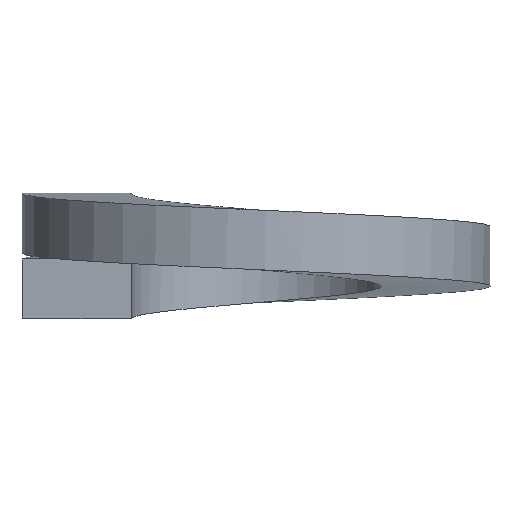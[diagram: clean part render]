
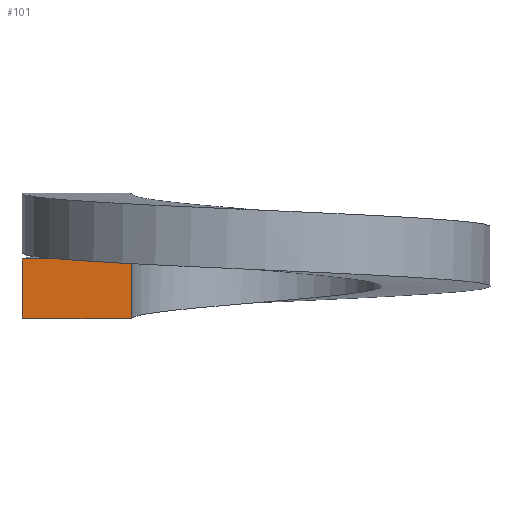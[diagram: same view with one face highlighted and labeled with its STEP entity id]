
A CAD part, left-side view. The second image highlights one B-rep face of the part: STEP entity #101.
In plain terms, the highlighted planar face has unit normal (-0.998, 0.063, 0).
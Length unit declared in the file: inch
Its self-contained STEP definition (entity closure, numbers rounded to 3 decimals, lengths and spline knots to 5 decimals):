
#15=PLANE('',#125);
#23=FACE_OUTER_BOUND('',#29,.T.);
#29=EDGE_LOOP('',(#87,#88,#89,#90));
#36=LINE('',#282,#44);
#38=LINE('',#349,#46);
#40=LINE('',#502,#48);
#42=LINE('',#567,#50);
#44=VECTOR('',#132,0.3937);
#46=VECTOR('',#134,0.3937);
#48=VECTOR('',#138,0.3937);
#50=VECTOR('',#140,0.3937);
#53=VERTEX_POINT('',#150);
#54=VERTEX_POINT('',#281);
#56=VERTEX_POINT('',#348);
#58=VERTEX_POINT('',#501);
#61=EDGE_CURVE('',#54,#53,#36,.T.);
#64=EDGE_CURVE('',#56,#54,#38,.T.);
#67=EDGE_CURVE('',#58,#56,#40,.T.);
#70=EDGE_CURVE('',#53,#58,#42,.T.);
#87=ORIENTED_EDGE('',*,*,#70,.T.);
#88=ORIENTED_EDGE('',*,*,#67,.T.);
#89=ORIENTED_EDGE('',*,*,#64,.T.);
#90=ORIENTED_EDGE('',*,*,#61,.T.);
#101=ADVANCED_FACE('',(#23),#15,.F.);
#125=AXIS2_PLACEMENT_3D('',#568,#141,#142);
#132=DIRECTION('',(0.,0.,1.));
#134=DIRECTION('',(-0.063,-0.998,0.));
#138=DIRECTION('',(0.,0.,-1.));
#140=DIRECTION('',(0.063,0.998,0.));
#141=DIRECTION('center_axis',(0.998,-0.063,0.));
#142=DIRECTION('ref_axis',(0.063,0.998,0.));
#150=CARTESIAN_POINT('',(0.00816,0.12974,-0.00622));
#281=CARTESIAN_POINT('',(0.00816,0.12974,-0.06822));
#282=CARTESIAN_POINT('',(0.00816,0.12974,-0.06822));
#348=CARTESIAN_POINT('',(0.01529,0.24302,-0.06822));
#349=CARTESIAN_POINT('',(0.01529,0.24302,-0.06822));
#501=CARTESIAN_POINT('',(0.01529,0.24302,-0.00622));
#502=CARTESIAN_POINT('',(0.01529,0.24302,-0.00622));
#567=CARTESIAN_POINT('',(0.00816,0.12974,-0.00622));
#568=CARTESIAN_POINT('Origin',(0.00994,0.15806,-0.00622));
